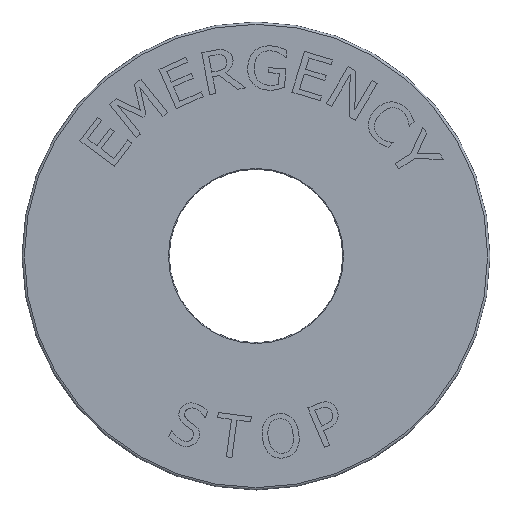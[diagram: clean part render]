
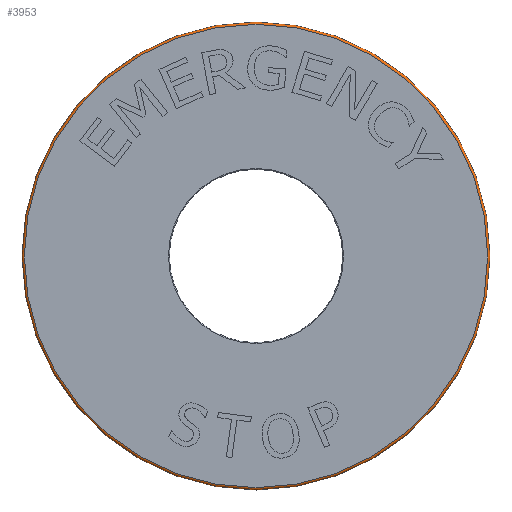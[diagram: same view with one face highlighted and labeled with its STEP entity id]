
A CAD part, top view. The second image highlights one B-rep face of the part: STEP entity #3953.
In plain terms, the highlighted toroidal (fillet/blend) face has major radius 29.8 mm and minor radius 0.3 mm.
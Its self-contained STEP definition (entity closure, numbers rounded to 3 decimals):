
#16=TOROIDAL_SURFACE('',#4109,29.8,0.3);
#20=CIRCLE('',#4105,29.8);
#22=CIRCLE('',#4110,0.3);
#23=CIRCLE('',#4111,30.1);
#393=FACE_OUTER_BOUND('',#619,.T.);
#619=EDGE_LOOP('',(#3644,#3645,#3646,#3647));
#1962=VERTEX_POINT('',#6928);
#1964=VERTEX_POINT('',#6935);
#2525=EDGE_CURVE('',#1962,#1962,#20,.T.);
#2527=EDGE_CURVE('',#1962,#1964,#22,.T.);
#2528=EDGE_CURVE('',#1964,#1964,#23,.T.);
#3644=ORIENTED_EDGE('',*,*,#2525,.T.);
#3645=ORIENTED_EDGE('',*,*,#2527,.T.);
#3646=ORIENTED_EDGE('',*,*,#2528,.T.);
#3647=ORIENTED_EDGE('',*,*,#2527,.F.);
#3953=ADVANCED_FACE('',(#393),#16,.T.);
#4105=AXIS2_PLACEMENT_3D('',#6929,#4782,#4783);
#4109=AXIS2_PLACEMENT_3D('',#6934,#4790,#4791);
#4110=AXIS2_PLACEMENT_3D('',#6936,#4792,#4793);
#4111=AXIS2_PLACEMENT_3D('',#6937,#4794,#4795);
#4782=DIRECTION('center_axis',(0.,0.,-1.));
#4783=DIRECTION('ref_axis',(-1.,0.,0.));
#4790=DIRECTION('center_axis',(0.,0.,1.));
#4791=DIRECTION('ref_axis',(1.,0.,0.));
#4792=DIRECTION('center_axis',(0.,-1.,0.));
#4793=DIRECTION('ref_axis',(-1.,0.,0.));
#4794=DIRECTION('center_axis',(0.,0.,1.));
#4795=DIRECTION('ref_axis',(-1.,0.,0.));
#6928=CARTESIAN_POINT('',(-29.8,0.,1.2));
#6929=CARTESIAN_POINT('Origin',(0.,0.,1.2));
#6934=CARTESIAN_POINT('Origin',(0.,0.,0.9));
#6935=CARTESIAN_POINT('',(-30.1,0.,0.9));
#6936=CARTESIAN_POINT('Origin',(-29.8,0.,0.9));
#6937=CARTESIAN_POINT('Origin',(0.,0.,0.9));
